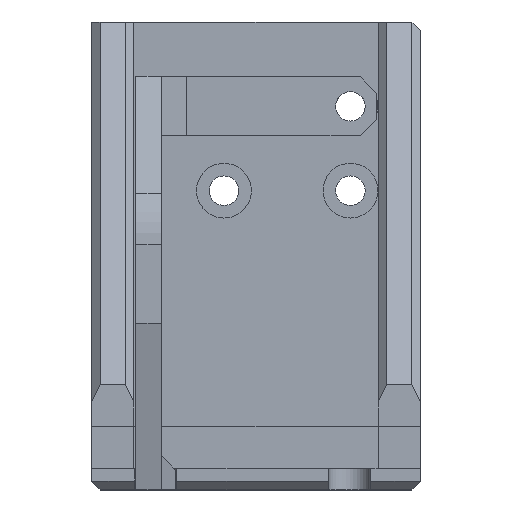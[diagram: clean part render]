
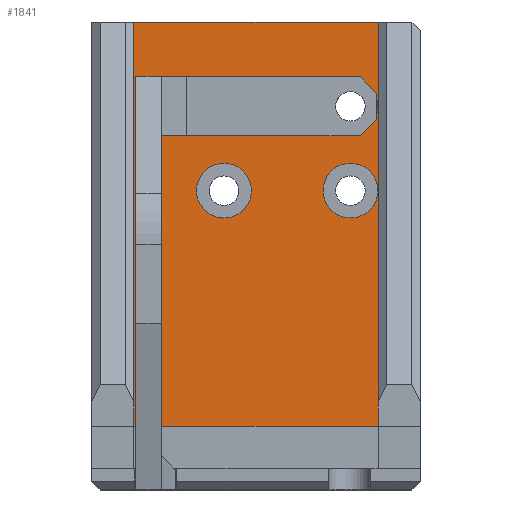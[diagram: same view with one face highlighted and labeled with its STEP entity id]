
A CAD part, top view. The second image highlights one B-rep face of the part: STEP entity #1841.
In plain terms, the highlighted planar face has unit normal (0, 0, 1).
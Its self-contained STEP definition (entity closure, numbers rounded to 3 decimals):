
#54=FACE_BOUND('',#254,.T.);
#55=FACE_BOUND('',#255,.T.);
#56=FACE_BOUND('',#256,.T.);
#57=FACE_BOUND('',#257,.T.);
#83=CIRCLE('',#1971,3.25);
#84=CIRCLE('',#1972,3.25);
#85=CIRCLE('',#1973,3.25);
#86=CIRCLE('',#1974,3.25);
#140=FACE_OUTER_BOUND('',#253,.T.);
#253=EDGE_LOOP('',(#1277,#1278,#1279,#1280));
#254=EDGE_LOOP('',(#1281));
#255=EDGE_LOOP('',(#1282));
#256=EDGE_LOOP('',(#1283));
#257=EDGE_LOOP('',(#1284));
#390=LINE('',#2684,#601);
#410=LINE('',#2733,#621);
#411=LINE('',#2735,#622);
#412=LINE('',#2736,#623);
#601=VECTOR('',#2142,1.);
#621=VECTOR('',#2184,1.);
#622=VECTOR('',#2185,1.);
#623=VECTOR('',#2186,1.);
#801=VERTEX_POINT('',#2660);
#809=VERTEX_POINT('',#2682);
#827=VERTEX_POINT('',#2732);
#828=VERTEX_POINT('',#2734);
#829=VERTEX_POINT('',#2737);
#830=VERTEX_POINT('',#2739);
#831=VERTEX_POINT('',#2741);
#832=VERTEX_POINT('',#2743);
#976=EDGE_CURVE('',#809,#801,#390,.T.);
#1000=EDGE_CURVE('',#809,#827,#410,.T.);
#1001=EDGE_CURVE('',#828,#827,#411,.T.);
#1002=EDGE_CURVE('',#828,#801,#412,.T.);
#1003=EDGE_CURVE('',#829,#829,#83,.T.);
#1004=EDGE_CURVE('',#830,#830,#84,.T.);
#1005=EDGE_CURVE('',#831,#831,#85,.T.);
#1006=EDGE_CURVE('',#832,#832,#86,.T.);
#1277=ORIENTED_EDGE('',*,*,#976,.F.);
#1278=ORIENTED_EDGE('',*,*,#1000,.T.);
#1279=ORIENTED_EDGE('',*,*,#1001,.F.);
#1280=ORIENTED_EDGE('',*,*,#1002,.T.);
#1281=ORIENTED_EDGE('',*,*,#1003,.F.);
#1282=ORIENTED_EDGE('',*,*,#1004,.F.);
#1283=ORIENTED_EDGE('',*,*,#1005,.F.);
#1284=ORIENTED_EDGE('',*,*,#1006,.F.);
#1759=PLANE('',#1970);
#1841=ADVANCED_FACE('',(#140,#54,#55,#56,#57),#1759,.T.);
#1970=AXIS2_PLACEMENT_3D('',#2731,#2182,#2183);
#1971=AXIS2_PLACEMENT_3D('',#2738,#2187,#2188);
#1972=AXIS2_PLACEMENT_3D('',#2740,#2189,#2190);
#1973=AXIS2_PLACEMENT_3D('',#2742,#2191,#2192);
#1974=AXIS2_PLACEMENT_3D('',#2744,#2193,#2194);
#2142=DIRECTION('',(1.,0.,0.));
#2182=DIRECTION('center_axis',(0.,0.,1.));
#2183=DIRECTION('ref_axis',(1.,0.,0.));
#2184=DIRECTION('',(0.,-1.,0.));
#2185=DIRECTION('',(-1.,0.,0.));
#2186=DIRECTION('',(0.,1.,0.));
#2187=DIRECTION('center_axis',(0.,0.,1.));
#2188=DIRECTION('ref_axis',(1.,0.,0.));
#2189=DIRECTION('center_axis',(0.,0.,1.));
#2190=DIRECTION('ref_axis',(1.,0.,0.));
#2191=DIRECTION('center_axis',(0.,0.,1.));
#2192=DIRECTION('ref_axis',(1.,0.,0.));
#2193=DIRECTION('center_axis',(0.,0.,1.));
#2194=DIRECTION('ref_axis',(1.,0.,0.));
#2660=CARTESIAN_POINT('',(29.,48.,5.));
#2682=CARTESIAN_POINT('',(0.,48.,5.));
#2684=CARTESIAN_POINT('',(-5.,48.,5.));
#2731=CARTESIAN_POINT('Origin',(14.5,21.5,5.));
#2732=CARTESIAN_POINT('',(0.,0.,5.));
#2733=CARTESIAN_POINT('',(0.,19.612,5.));
#2734=CARTESIAN_POINT('',(29.,0.,5.));
#2735=CARTESIAN_POINT('',(34.,0.,5.));
#2736=CARTESIAN_POINT('',(29.,19.612,5.));
#2737=CARTESIAN_POINT('',(7.45,28.,5.));
#2738=CARTESIAN_POINT('Origin',(10.7,28.,5.));
#2739=CARTESIAN_POINT('',(22.45,28.,5.));
#2740=CARTESIAN_POINT('Origin',(25.7,28.,5.));
#2741=CARTESIAN_POINT('',(7.45,38.,5.));
#2742=CARTESIAN_POINT('Origin',(10.7,38.,5.));
#2743=CARTESIAN_POINT('',(22.45,38.,5.));
#2744=CARTESIAN_POINT('Origin',(25.7,38.,5.));
